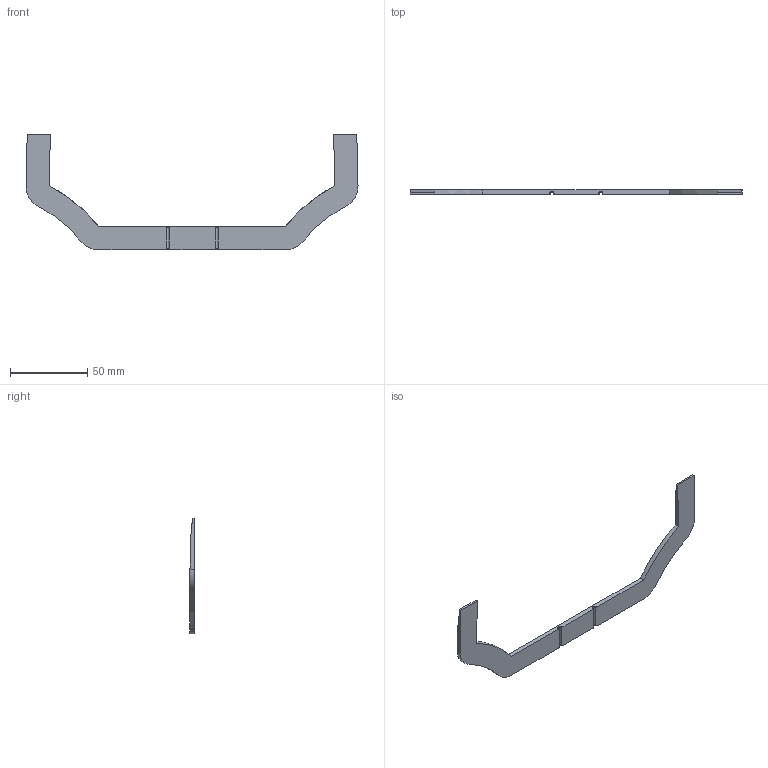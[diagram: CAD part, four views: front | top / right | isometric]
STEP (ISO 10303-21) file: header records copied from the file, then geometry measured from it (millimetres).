
FILE_DESCRIPTION(/* description */ (''),/* implementation_level */ '2;1');
FILE_NAME(/* name */ 'cableholderfront.step',/* time_stamp */ '2018-01-29T00:57:48+11:00',/* author */ ('lachlan.hurst'),/* organization */ (''),/* preprocessor_version */ 'ST-DEVELOPER v16.13',/* originating_system */ 'Autodesk Translation Framework v6.5.0.72',/* authorisation */ '');
FILE_SCHEMA (('AUTOMOTIVE_DESIGN { 1 0 10303 214 3 1 1 }'));
Length unit declared in the file: millimetre
Products named in the file (1): cableholder front
Bounding box: 215.1 x 3 x 74.99 mm (x, y, z)
Volume: 12526.7 mm3; surface area: 10617.5 mm2
Topology: 1 solids, 1 shells, 44 faces, 118 edges, 76 vertices
Faces by surface type: plane 22, cylinder 18, torus 4
Entity records: 1475 total; most frequent: CARTESIAN_POINT 339, ORIENTED_EDGE 236, DIRECTION 228, EDGE_CURVE 118, AXIS2_PLACEMENT_3D 81, VERTEX_POINT 76, LINE 66, VECTOR 66
